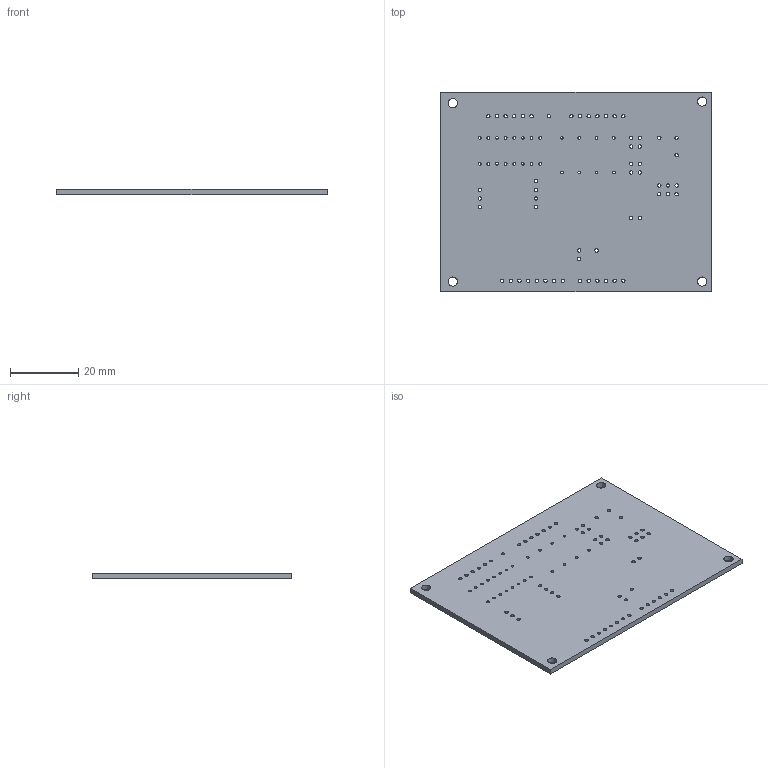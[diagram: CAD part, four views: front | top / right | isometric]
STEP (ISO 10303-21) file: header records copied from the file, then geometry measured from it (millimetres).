
FILE_DESCRIPTION(('KiCad electronic assembly'),'2;1');
FILE_NAME('221110_Schaltplan.step','2023-01-14T14:37:25',('Pcbnew'),( 'Kicad'),'Open CASCADE STEP processor 7.6','KiCad to STEP converter' ,'Unknown');
FILE_SCHEMA(('AUTOMOTIVE_DESIGN { 1 0 10303 214 1 1 1 1 }'));
Length unit declared in the file: millimetre
Products named in the file (2): 221110_Schaltplan 1; _autosave-221110_Schaltplan PCB
Assembly tree (1 placements, depth 2):
  221110_Schaltplan 1
    _autosave-221110_Schaltplan PCB
Bounding box: 79.38 x 58.42 x 1.6 mm (x, y, z)
Volume: 7291.8 mm3; surface area: 9993 mm2
Topology: 1 solids, 1 shells, 91 faces, 267 edges, 178 vertices
Faces by surface type: cylinder 85, plane 6
Full cylindrical faces by diameter (mm): 0.8 x24, 1 x57, 2.7 x4
Entity records: 6989 total; most frequent: DIRECTION 1157, CARTESIAN_POINT 1072, ORIENTED_EDGE 534, PCURVE 534, DEFINITIONAL_REPRESENTATION 534, LINE 461, VECTOR 461, CIRCLE 340
